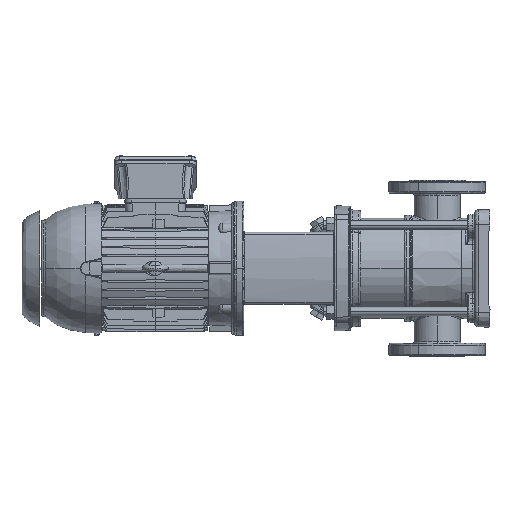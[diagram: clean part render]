
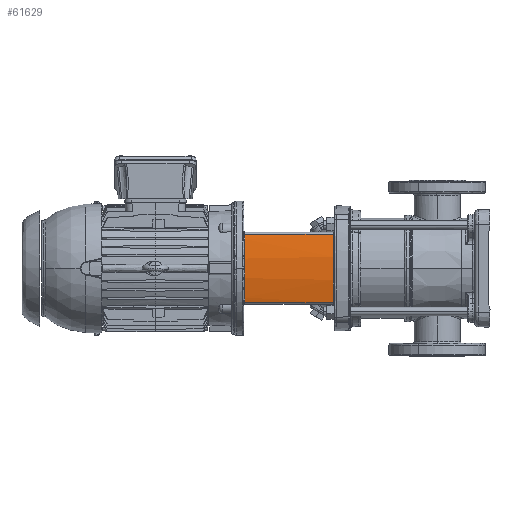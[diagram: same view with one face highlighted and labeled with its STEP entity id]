
A CAD part, left-side view. The second image highlights one B-rep face of the part: STEP entity #61629.
In plain terms, the highlighted cylindrical face has radius 247.5 mm (diameter 495 mm), a partial arc.
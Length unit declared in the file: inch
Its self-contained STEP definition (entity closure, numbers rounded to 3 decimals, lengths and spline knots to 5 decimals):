
#2318 = VERTEX_POINT ( 'NONE', #21150 ) ;
#4578 = VERTEX_POINT ( 'NONE', #108324 ) ;
#4676 = EDGE_CURVE ( 'NONE', #76388, #97723, #100867, .T. ) ;
#7912 = DIRECTION ( 'NONE',  ( 0., 1., 0. ) ) ;
#8361 = CARTESIAN_POINT ( 'NONE',  ( 2.1444, 12.92584, -3.83591 ) ) ;
#8807 = CYLINDRICAL_SURFACE ( 'NONE', #101364, 9.74409 ) ;
#9705 = CARTESIAN_POINT ( 'NONE',  ( -1.96076, 12.9174, -3.87549 ) ) ;
#10311 = CARTESIAN_POINT ( 'NONE',  ( -2.30097, 12.95124, -3.79923 ) ) ;
#10896 = CARTESIAN_POINT ( 'NONE',  ( -2.21644, 12.93473, -3.81938 ) ) ;
#11344 = ORIENTED_EDGE ( 'NONE', *, *, #36926, .T. ) ;
#15704 = CARTESIAN_POINT ( 'NONE',  ( 2.25575, 12.94028, -3.81022 ) ) ;
#17318 = CARTESIAN_POINT ( 'NONE',  ( 0., 6.98465, 5.66929 ) ) ;
#18235 = CARTESIAN_POINT ( 'NONE',  ( 2.30097, 6.98465, -3.79923 ) ) ;
#19105 = DIRECTION ( 'NONE',  ( 0., 1., 0. ) ) ;
#19411 = AXIS2_PLACEMENT_3D ( 'NONE', #77714, #103834, #114762 ) ;
#21150 = CARTESIAN_POINT ( 'NONE',  ( -2.30097, 6.98465, -3.79923 ) ) ;
#23676 = VERTEX_POINT ( 'NONE', #102372 ) ;
#24019 = CARTESIAN_POINT ( 'NONE',  ( -2.30097, 10.96238, -3.79923 ) ) ;
#26163 = CARTESIAN_POINT ( 'NONE',  ( 2.30097, 6.9174, -3.79923 ) ) ;
#27216 = CARTESIAN_POINT ( 'NONE',  ( 2.20476, 12.93193, -3.82227 ) ) ;
#29261 = EDGE_CURVE ( 'NONE', #98925, #4578, #72344, .T. ) ;
#32107 = CARTESIAN_POINT ( 'NONE',  ( 1.96076, 12.9174, -3.87549 ) ) ;
#36926 = EDGE_CURVE ( 'NONE', #97723, #4578, #112666, .T. ) ;
#38860 = CARTESIAN_POINT ( 'NONE',  ( -2.25451, 12.94097, -3.81044 ) ) ;
#40596 = B_SPLINE_CURVE_WITH_KNOTS ( 'NONE', 3,
 ( #43461, #80504, #24019, #78706 ),
 .UNSPECIFIED., .F., .F.,
 ( 4, 4 ),
 ( 0., 1. ),
 .UNSPECIFIED. ) ;
#43053 = CARTESIAN_POINT ( 'NONE',  ( 2.07315, 12.92033, -3.85172 ) ) ;
#43461 = CARTESIAN_POINT ( 'NONE',  ( -2.30097, 6.98465, -3.79923 ) ) ;
#44672 = ORIENTED_EDGE ( 'NONE', *, *, #115809, .T. ) ;
#45460 = CARTESIAN_POINT ( 'NONE',  ( 2.13333, 12.92479, -3.8384 ) ) ;
#45888 = CARTESIAN_POINT ( 'NONE',  ( 0., 6.9174, 5.66929 ) ) ;
#46698 = ORIENTED_EDGE ( 'NONE', *, *, #4676, .T. ) ;
#47390 = CARTESIAN_POINT ( 'NONE',  ( -2.17308, 12.92892, -3.8294 ) ) ;
#48588 = CARTESIAN_POINT ( 'NONE',  ( -2.27845, 12.94578, -3.8047 ) ) ;
#49523 = B_SPLINE_CURVE_WITH_KNOTS ( 'NONE', 3,
 ( #10311, #48588, #38860, #10896, #75926, #47390, #95364, #94754, #103264, #103863, #111782, #94154, #9705 ),
 .UNSPECIFIED., .F., .F.,
 ( 4, 2, 1, 1, 1, 2, 2, 4 ),
 ( 0., 0.25, 0.375, 0.4375, 0.46875, 0.48437, 0.5, 1. ),
 .UNSPECIFIED. ) ;
#52784 = CARTESIAN_POINT ( 'NONE',  ( 2.02635, 12.91813, -3.86183 ) ) ;
#53979 = ORIENTED_EDGE ( 'NONE', *, *, #29261, .F. ) ;
#59971 = EDGE_CURVE ( 'NONE', #2318, #23676, #40596, .T. ) ;
#61629 = ADVANCED_FACE ( 'NONE', ( #92058 ), #8807, .T. ) ;
#63078 = CARTESIAN_POINT ( 'NONE',  ( 2.12228, 12.92379, -3.84088 ) ) ;
#71579 = CARTESIAN_POINT ( 'NONE',  ( 1.96076, 12.9174, -3.87549 ) ) ;
#72344 = LINE ( 'NONE', #26163, #75508 ) ;
#73824 = DIRECTION ( 'NONE',  ( 0., 0., 1. ) ) ;
#74133 = ORIENTED_EDGE ( 'NONE', *, *, #76733, .T. ) ;
#75508 = VECTOR ( 'NONE', #7912, 39.37008 ) ;
#75926 = CARTESIAN_POINT ( 'NONE',  ( -2.19686, 12.93185, -3.82394 ) ) ;
#76388 = VERTEX_POINT ( 'NONE', #104900 ) ;
#76733 = EDGE_CURVE ( 'NONE', #98925, #2318, #95874, .T. ) ;
#77714 = CARTESIAN_POINT ( 'NONE',  ( 0., 12.9174, 5.66929 ) ) ;
#78706 = CARTESIAN_POINT ( 'NONE',  ( -2.30097, 12.95124, -3.79923 ) ) ;
#80504 = CARTESIAN_POINT ( 'NONE',  ( -2.30097, 8.97351, -3.79923 ) ) ;
#81298 = CARTESIAN_POINT ( 'NONE',  ( 2.30097, 12.95124, -3.79923 ) ) ;
#82935 = DIRECTION ( 'NONE',  ( 0., 1., 0. ) ) ;
#84757 = EDGE_LOOP ( 'NONE', ( #46698, #11344, #53979, #74133, #97006, #44672 ) ) ;
#92058 = FACE_OUTER_BOUND ( 'NONE', #84757, .T. ) ;
#94154 = CARTESIAN_POINT ( 'NONE',  ( -2.02769, 12.9174, -3.86174 ) ) ;
#94754 = CARTESIAN_POINT ( 'NONE',  ( -2.1557, 12.927, -3.83336 ) ) ;
#95364 = CARTESIAN_POINT ( 'NONE',  ( -2.16095, 12.92756, -3.83217 ) ) ;
#95874 = CIRCLE ( 'NONE', #111386, 9.74409 ) ;
#97006 = ORIENTED_EDGE ( 'NONE', *, *, #59971, .T. ) ;
#97723 = VERTEX_POINT ( 'NONE', #32107 ) ;
#98925 = VERTEX_POINT ( 'NONE', #18235 ) ;
#99535 = CARTESIAN_POINT ( 'NONE',  ( 2.14067, 12.92548, -3.83676 ) ) ;
#100867 = CIRCLE ( 'NONE', #19411, 9.74409 ) ;
#101364 = AXIS2_PLACEMENT_3D ( 'NONE', #45888, #82935, #73824 ) ;
#102372 = CARTESIAN_POINT ( 'NONE',  ( -2.30097, 12.95124, -3.79923 ) ) ;
#103264 = CARTESIAN_POINT ( 'NONE',  ( -2.15219, 12.92663, -3.83415 ) ) ;
#103834 = DIRECTION ( 'NONE',  ( 0., -1., 0. ) ) ;
#103863 = CARTESIAN_POINT ( 'NONE',  ( -2.15048, 12.92646, -3.83454 ) ) ;
#104900 = CARTESIAN_POINT ( 'NONE',  ( -1.96076, 12.9174, -3.87549 ) ) ;
#108324 = CARTESIAN_POINT ( 'NONE',  ( 2.30097, 12.95124, -3.79923 ) ) ;
#108637 = CARTESIAN_POINT ( 'NONE',  ( 1.99409, 12.9174, -3.86864 ) ) ;
#110282 = DIRECTION ( 'NONE',  ( 0.238, 0., -0.971 ) ) ;
#111386 = AXIS2_PLACEMENT_3D ( 'NONE', #17318, #19105, #110282 ) ;
#111782 = CARTESIAN_POINT ( 'NONE',  ( -2.09032, 12.92036, -3.84814 ) ) ;
#112666 = B_SPLINE_CURVE_WITH_KNOTS ( 'NONE', 3,
 ( #71579, #108637, #52784, #43053, #119559, #63078, #45460, #99535, #8361, #27216, #15704, #81298 ),
 .UNSPECIFIED., .F., .F.,
 ( 4, 2, 1, 1, 2, 2, 4 ),
 ( 0., 0.25, 0.375, 0.4375, 0.46875, 0.5, 1. ),
 .UNSPECIFIED. ) ;
#114762 = DIRECTION ( 'NONE',  ( 0., 0., 1. ) ) ;
#115809 = EDGE_CURVE ( 'NONE', #23676, #76388, #49523, .T. ) ;
#119559 = CARTESIAN_POINT ( 'NONE',  ( 2.09615, 12.92171, -3.84669 ) ) ;
